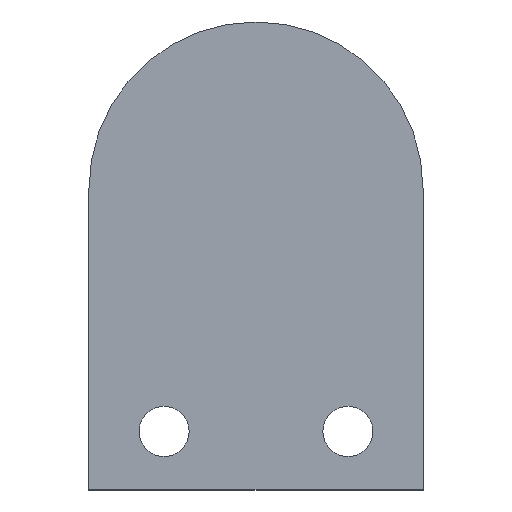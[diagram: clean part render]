
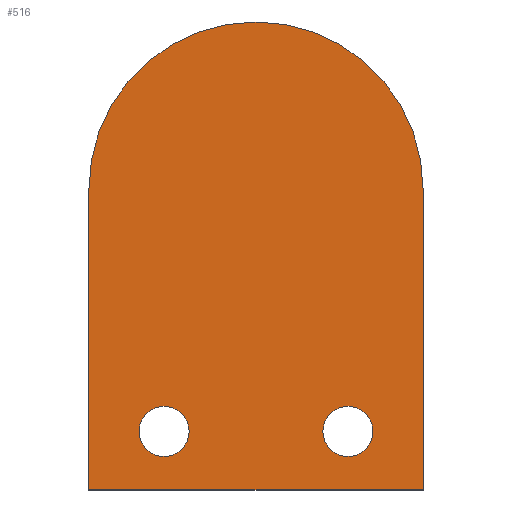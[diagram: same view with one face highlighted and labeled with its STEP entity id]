
A CAD part, top view. The second image highlights one B-rep face of the part: STEP entity #516.
In plain terms, the highlighted planar face has unit normal (0, 0, 1).
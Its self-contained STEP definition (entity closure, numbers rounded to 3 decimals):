
#4 = LINE ( 'NONE', #401, #52 ) ;
#12 = CARTESIAN_POINT ( 'NONE',  ( 10., 0., 10. ) ) ;
#13 = DIRECTION ( 'NONE',  ( -1., 0., 0. ) ) ;
#19 = VERTEX_POINT ( 'NONE', #445 ) ;
#20 = VERTEX_POINT ( 'NONE', #86 ) ;
#24 = VERTEX_POINT ( 'NONE', #325 ) ;
#44 = DIRECTION ( 'NONE',  ( 1., 0., 0. ) ) ;
#48 = DIRECTION ( 'NONE',  ( 0., 1., 0. ) ) ;
#49 = ORIENTED_EDGE ( 'NONE', *, *, #164, .T. ) ;
#52 = VECTOR ( 'NONE', #44, 1000. ) ;
#69 = CARTESIAN_POINT ( 'NONE',  ( 0., 0., 10. ) ) ;
#73 = VERTEX_POINT ( 'NONE', #479 ) ;
#76 = DIRECTION ( 'NONE',  ( 1., 0., 0. ) ) ;
#82 = DIRECTION ( 'NONE',  ( -1., 0., 0. ) ) ;
#86 = CARTESIAN_POINT ( 'NONE',  ( -4., -14.5, 10. ) ) ;
#90 = CARTESIAN_POINT ( 'NONE',  ( -5.5, -14.5, 10. ) ) ;
#98 = CARTESIAN_POINT ( 'NONE',  ( -7., -14.5, 10. ) ) ;
#99 = AXIS2_PLACEMENT_3D ( 'NONE', #69, #436, #340 ) ;
#107 = PLANE ( 'NONE',  #99 ) ;
#111 = CARTESIAN_POINT ( 'NONE',  ( -5.5, -14.5, 10. ) ) ;
#115 = CIRCLE ( 'NONE', #402, 1.5 ) ;
#116 = FACE_OUTER_BOUND ( 'NONE', #429, .T. ) ;
#121 = CIRCLE ( 'NONE', #219, 1.5 ) ;
#123 = CARTESIAN_POINT ( 'NONE',  ( 5.5, -14.5, 10. ) ) ;
#135 = EDGE_LOOP ( 'NONE', ( #427, #142 ) ) ;
#139 = EDGE_CURVE ( 'NONE', #223, #369, #315, .T. ) ;
#142 = ORIENTED_EDGE ( 'NONE', *, *, #387, .T. ) ;
#164 = EDGE_CURVE ( 'NONE', #73, #19, #4, .T. ) ;
#165 = LINE ( 'NONE', #277, #198 ) ;
#180 = EDGE_CURVE ( 'NONE', #19, #468, #455, .T. ) ;
#186 = AXIS2_PLACEMENT_3D ( 'NONE', #342, #345, #76 ) ;
#193 = CARTESIAN_POINT ( 'NONE',  ( 4., -14.5, 10. ) ) ;
#194 = ORIENTED_EDGE ( 'NONE', *, *, #139, .T. ) ;
#195 = DIRECTION ( 'NONE',  ( -1., 0., 0. ) ) ;
#198 = VECTOR ( 'NONE', #435, 1000. ) ;
#219 = AXIS2_PLACEMENT_3D ( 'NONE', #90, #328, #13 ) ;
#223 = VERTEX_POINT ( 'NONE', #374 ) ;
#229 = VECTOR ( 'NONE', #48, 1000. ) ;
#259 = EDGE_CURVE ( 'NONE', #335, #20, #121, .T. ) ;
#277 = CARTESIAN_POINT ( 'NONE',  ( -10., 0., 10. ) ) ;
#307 = ORIENTED_EDGE ( 'NONE', *, *, #180, .T. ) ;
#308 = DIRECTION ( 'NONE',  ( -1., 0., 0. ) ) ;
#315 = CIRCLE ( 'NONE', #394, 1.5 ) ;
#323 = DIRECTION ( 'NONE',  ( 0., 0., -1. ) ) ;
#325 = CARTESIAN_POINT ( 'NONE',  ( -10., 0., 10. ) ) ;
#328 = DIRECTION ( 'NONE',  ( 0., 0., -1. ) ) ;
#332 = ORIENTED_EDGE ( 'NONE', *, *, #433, .T. ) ;
#335 = VERTEX_POINT ( 'NONE', #98 ) ;
#340 = DIRECTION ( 'NONE',  ( 1., 0., 0. ) ) ;
#342 = CARTESIAN_POINT ( 'NONE',  ( 0., 0., 10. ) ) ;
#345 = DIRECTION ( 'NONE',  ( 0., 0., 1. ) ) ;
#347 = AXIS2_PLACEMENT_3D ( 'NONE', #350, #464, #195 ) ;
#349 = DIRECTION ( 'NONE',  ( 0., 0., -1. ) ) ;
#350 = CARTESIAN_POINT ( 'NONE',  ( 5.5, -14.5, 10. ) ) ;
#357 = CIRCLE ( 'NONE', #186, 10. ) ;
#369 = VERTEX_POINT ( 'NONE', #193 ) ;
#374 = CARTESIAN_POINT ( 'NONE',  ( 7., -14.5, 10. ) ) ;
#382 = ORIENTED_EDGE ( 'NONE', *, *, #478, .T. ) ;
#387 = EDGE_CURVE ( 'NONE', #20, #335, #115, .T. ) ;
#393 = ORIENTED_EDGE ( 'NONE', *, *, #418, .T. ) ;
#394 = AXIS2_PLACEMENT_3D ( 'NONE', #123, #323, #82 ) ;
#401 = CARTESIAN_POINT ( 'NONE',  ( -10., -18., 10. ) ) ;
#402 = AXIS2_PLACEMENT_3D ( 'NONE', #111, #349, #308 ) ;
#418 = EDGE_CURVE ( 'NONE', #369, #223, #488, .T. ) ;
#427 = ORIENTED_EDGE ( 'NONE', *, *, #259, .T. ) ;
#429 = EDGE_LOOP ( 'NONE', ( #332, #382, #49, #307 ) ) ;
#431 = FACE_BOUND ( 'NONE', #454, .T. ) ;
#433 = EDGE_CURVE ( 'NONE', #468, #24, #357, .T. ) ;
#435 = DIRECTION ( 'NONE',  ( 0., -1., 0. ) ) ;
#436 = DIRECTION ( 'NONE',  ( 0., 0., 1. ) ) ;
#445 = CARTESIAN_POINT ( 'NONE',  ( 10., -18., 10. ) ) ;
#454 = EDGE_LOOP ( 'NONE', ( #393, #194 ) ) ;
#455 = LINE ( 'NONE', #12, #229 ) ;
#464 = DIRECTION ( 'NONE',  ( 0., 0., -1. ) ) ;
#468 = VERTEX_POINT ( 'NONE', #474 ) ;
#474 = CARTESIAN_POINT ( 'NONE',  ( 10., 0., 10. ) ) ;
#475 = FACE_BOUND ( 'NONE', #135, .T. ) ;
#478 = EDGE_CURVE ( 'NONE', #24, #73, #165, .T. ) ;
#479 = CARTESIAN_POINT ( 'NONE',  ( -10., -18., 10. ) ) ;
#488 = CIRCLE ( 'NONE', #347, 1.5 ) ;
#516 = ADVANCED_FACE ( 'NONE', ( #431, #475, #116 ), #107, .T. ) ;
